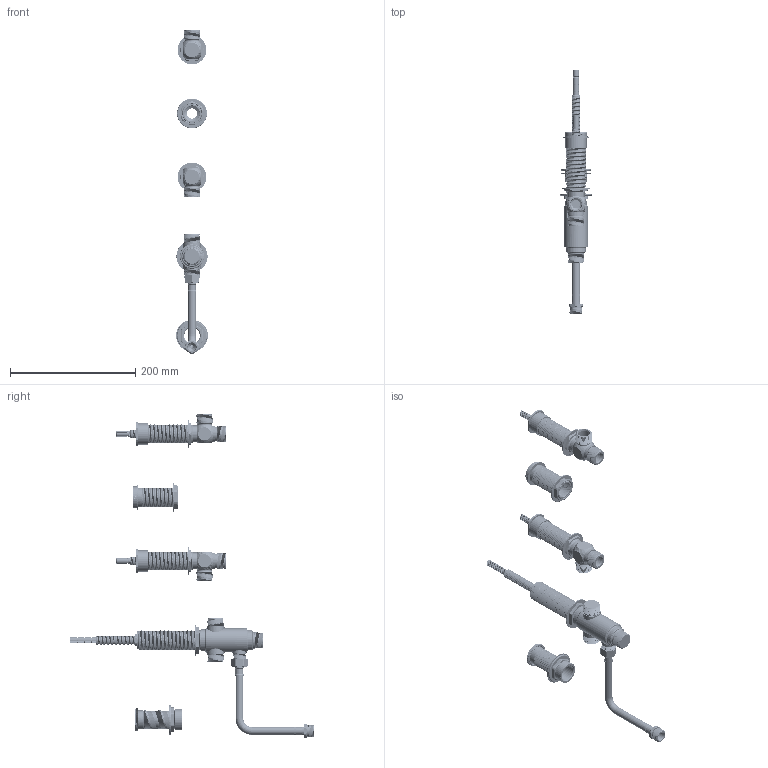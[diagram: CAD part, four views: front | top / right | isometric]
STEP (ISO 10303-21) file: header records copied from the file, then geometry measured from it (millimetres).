
FILE_DESCRIPTION((''),'2;1');
FILE_NAME('1-698','2021-04-29T16:50:37',('rsmith'),(''),'CREO PARAMETRIC BY PTC INC, 2018400','CREO PARAMETRIC BY PTC INC, 2018400','');
FILE_SCHEMA(('AUTOMOTIVE_DESIGN { 1 0 10303 214 1 1 1 1 }'));
Products named in the file (1): 1-698
Bounding box: 50.8 x 391.27 x 518.54 mm (x, y, z)
Volume: 259807 mm3; surface area: 194909.1 mm2
Topology: 10 solids, 11 shells, 3641 faces, 9645 edges, 6100 vertices
Faces by surface type: cylinder 1533, plane 925, bspline 588, cone 543, torus 48, sphere 4
Entity records: 576278 total; most frequent: CARTESIAN_POINT 444567, ORIENTED_EDGE 19271, DIRECTION 13692, PRESENTATION_STYLE_ASSIGNMENT 11714, STYLED_ITEM 9660, CURVE_STYLE 9639, EDGE_CURVE 9639, VERTEX_POINT 6100
